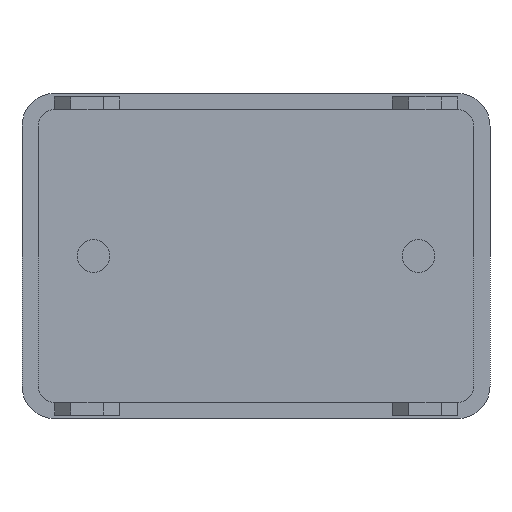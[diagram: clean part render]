
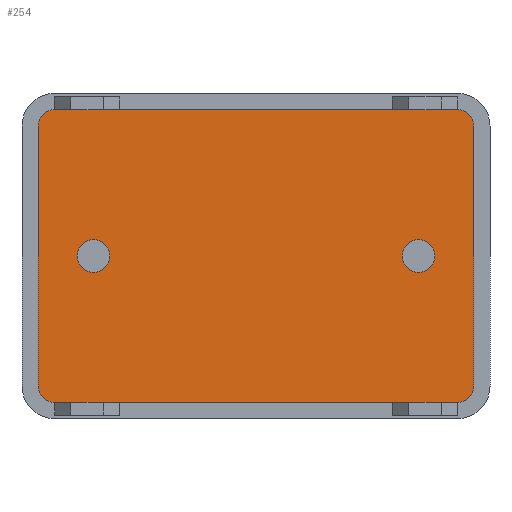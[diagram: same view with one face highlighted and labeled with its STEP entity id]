
A CAD part, front view. The second image highlights one B-rep face of the part: STEP entity #254.
In plain terms, the highlighted planar face has unit normal (0, -1, 0).
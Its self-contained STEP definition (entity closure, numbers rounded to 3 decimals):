
#18 = VECTOR ( 'NONE', #872, 1000. ) ;
#51 = CIRCLE ( 'NONE', #1313, 0.25 ) ;
#108 = DIRECTION ( 'NONE',  ( 0., -1., 0. ) ) ;
#133 = ORIENTED_EDGE ( 'NONE', *, *, #1390, .T. ) ;
#137 = CARTESIAN_POINT ( 'NONE',  ( 3.1, 0.25, 2.25 ) ) ;
#155 = VERTEX_POINT ( 'NONE', #630 ) ;
#174 = CARTESIAN_POINT ( 'NONE',  ( 3.1, 0.25, -2.25 ) ) ;
#183 = CARTESIAN_POINT ( 'NONE',  ( -3.1, 0.25, 2.25 ) ) ;
#184 = CARTESIAN_POINT ( 'NONE',  ( -3.1, 0.25, -2.25 ) ) ;
#191 = DIRECTION ( 'NONE',  ( 0., 0., -1. ) ) ;
#194 = VECTOR ( 'NONE', #1596, 1000. ) ;
#254 = ADVANCED_FACE ( 'NONE', ( #799 ), #658, .F. ) ;
#280 = EDGE_CURVE ( 'NONE', #1709, #1803, #1774, .T. ) ;
#293 = DIRECTION ( 'NONE',  ( 0., 0., -1. ) ) ;
#304 = CARTESIAN_POINT ( 'NONE',  ( 3.1, 0.25, -2. ) ) ;
#314 = ORIENTED_EDGE ( 'NONE', *, *, #280, .T. ) ;
#355 = ORIENTED_EDGE ( 'NONE', *, *, #483, .T. ) ;
#399 = CARTESIAN_POINT ( 'NONE',  ( 3.1, 0.25, 2. ) ) ;
#455 = AXIS2_PLACEMENT_3D ( 'NONE', #990, #1840, #1922 ) ;
#483 = EDGE_CURVE ( 'NONE', #835, #1188, #51, .T. ) ;
#485 = CARTESIAN_POINT ( 'NONE',  ( -3.1, 0.25, -2.25 ) ) ;
#533 = DIRECTION ( 'NONE',  ( 0., -1., 0. ) ) ;
#598 = AXIS2_PLACEMENT_3D ( 'NONE', #1698, #533, #1200 ) ;
#623 = ORIENTED_EDGE ( 'NONE', *, *, #1741, .T. ) ;
#630 = CARTESIAN_POINT ( 'NONE',  ( -3.35, 0.25, 2. ) ) ;
#641 = VECTOR ( 'NONE', #2183, 1000. ) ;
#658 = PLANE ( 'NONE',  #455 ) ;
#745 = AXIS2_PLACEMENT_3D ( 'NONE', #304, #108, #293 ) ;
#757 = DIRECTION ( 'NONE',  ( 0., 0., -1. ) ) ;
#799 = FACE_OUTER_BOUND ( 'NONE', #1139, .T. ) ;
#801 = CARTESIAN_POINT ( 'NONE',  ( -3.1, 0.25, -2. ) ) ;
#835 = VERTEX_POINT ( 'NONE', #1573 ) ;
#857 = ORIENTED_EDGE ( 'NONE', *, *, #1970, .T. ) ;
#872 = DIRECTION ( 'NONE',  ( 1., 0., 0. ) ) ;
#908 = LINE ( 'NONE', #918, #194 ) ;
#918 = CARTESIAN_POINT ( 'NONE',  ( 3.35, 0.25, -2. ) ) ;
#935 = LINE ( 'NONE', #1976, #2040 ) ;
#937 = VERTEX_POINT ( 'NONE', #183 ) ;
#961 = DIRECTION ( 'NONE',  ( 0., 0., -1. ) ) ;
#985 = AXIS2_PLACEMENT_3D ( 'NONE', #801, #1489, #757 ) ;
#990 = CARTESIAN_POINT ( 'NONE',  ( -3.1, 0.25, -2. ) ) ;
#995 = ORIENTED_EDGE ( 'NONE', *, *, #1797, .T. ) ;
#1104 = EDGE_CURVE ( 'NONE', #937, #155, #1376, .T. ) ;
#1131 = CIRCLE ( 'NONE', #985, 0.25 ) ;
#1139 = EDGE_LOOP ( 'NONE', ( #623, #314, #133, #355, #995, #1745, #857, #1154 ) ) ;
#1154 = ORIENTED_EDGE ( 'NONE', *, *, #1627, .T. ) ;
#1173 = CARTESIAN_POINT ( 'NONE',  ( 3.35, 0.25, -2. ) ) ;
#1188 = VERTEX_POINT ( 'NONE', #137 ) ;
#1200 = DIRECTION ( 'NONE',  ( 0., 0., -1. ) ) ;
#1201 = VERTEX_POINT ( 'NONE', #485 ) ;
#1212 = DIRECTION ( 'NONE',  ( 0., -1., 0. ) ) ;
#1313 = AXIS2_PLACEMENT_3D ( 'NONE', #399, #1212, #191 ) ;
#1376 = CIRCLE ( 'NONE', #598, 0.25 ) ;
#1390 = EDGE_CURVE ( 'NONE', #1803, #835, #908, .T. ) ;
#1489 = DIRECTION ( 'NONE',  ( 0., -1., 0. ) ) ;
#1501 = LINE ( 'NONE', #2043, #641 ) ;
#1546 = VERTEX_POINT ( 'NONE', #1660 ) ;
#1573 = CARTESIAN_POINT ( 'NONE',  ( 3.35, 0.25, 2. ) ) ;
#1596 = DIRECTION ( 'NONE',  ( 0., 0., 1. ) ) ;
#1627 = EDGE_CURVE ( 'NONE', #1546, #1201, #1131, .T. ) ;
#1660 = CARTESIAN_POINT ( 'NONE',  ( -3.35, 0.25, -2. ) ) ;
#1698 = CARTESIAN_POINT ( 'NONE',  ( -3.1, 0.25, 2. ) ) ;
#1709 = VERTEX_POINT ( 'NONE', #174 ) ;
#1729 = LINE ( 'NONE', #184, #18 ) ;
#1741 = EDGE_CURVE ( 'NONE', #1201, #1709, #1729, .T. ) ;
#1745 = ORIENTED_EDGE ( 'NONE', *, *, #1104, .T. ) ;
#1774 = CIRCLE ( 'NONE', #745, 0.25 ) ;
#1797 = EDGE_CURVE ( 'NONE', #1188, #937, #1501, .T. ) ;
#1803 = VERTEX_POINT ( 'NONE', #1173 ) ;
#1840 = DIRECTION ( 'NONE',  ( 0., 1., 0. ) ) ;
#1922 = DIRECTION ( 'NONE',  ( 0., 0., 1. ) ) ;
#1970 = EDGE_CURVE ( 'NONE', #155, #1546, #935, .T. ) ;
#1976 = CARTESIAN_POINT ( 'NONE',  ( -3.35, 0.25, -2. ) ) ;
#2040 = VECTOR ( 'NONE', #961, 1000. ) ;
#2043 = CARTESIAN_POINT ( 'NONE',  ( -3.1, 0.25, 2.25 ) ) ;
#2183 = DIRECTION ( 'NONE',  ( -1., 0., 0. ) ) ;
